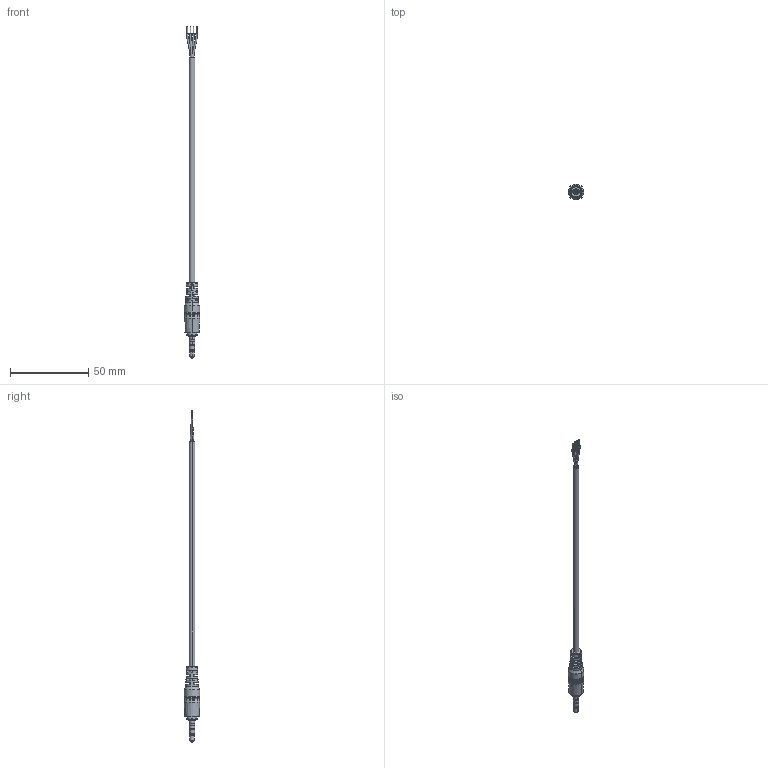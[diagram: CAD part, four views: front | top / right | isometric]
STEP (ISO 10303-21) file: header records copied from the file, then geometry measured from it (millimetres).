
FILE_DESCRIPTION (( 'STEP AP203' ), '1' );
FILE_NAME ('053-0113R (CA-354S)_revA5.STEP', '2017-02-13T17:49:09', ( '' ), ( '' ), 'SwSTEP 2.0', 'SolidWorks 2015', '' );
FILE_SCHEMA (( 'CONFIG_CONTROL_DESIGN' ));
Length unit declared in the file: millimetre
Products named in the file (10): 50-00008 contact 3; 50-00008 contact 2; 50-00008 pin; 053-0113R (CA-354S)_revA5; 50-00008; 50-00008 contact 1 shaft; 50-00008 insulator; 50-00008 contact 1; 30-00413_no shield wire; 24-00075
Assembly tree (9 placements, depth 3):
  053-0113R (CA-354S)_revA5
    30-00413_no shield wire
    24-00075
    50-00008
      50-00008 contact 1 shaft
      50-00008 contact 1
      50-00008 contact 2
      50-00008 contact 3
      50-00008 insulator
      50-00008 pin
Bounding box: 10 x 10 x 211.9 mm (x, y, z)
Volume: 3370.5 mm3; surface area: 15905.4 mm2
Topology: 81 solids, 81 shells, 695 faces, 1393 edges, 886 vertices
Faces by surface type: cylinder 284, plane 203, bspline 89, cone 73, torus 46
Entity records: 22281 total; most frequent: CARTESIAN_POINT 6762, DIRECTION 3138, ORIENTED_EDGE 2786, EDGE_CURVE 1393, AXIS2_PLACEMENT_3D 1381, VERTEX_POINT 886, EDGE_LOOP 795, CIRCLE 762
